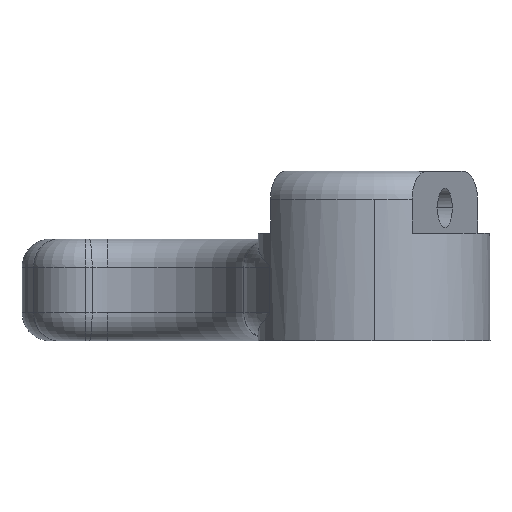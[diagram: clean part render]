
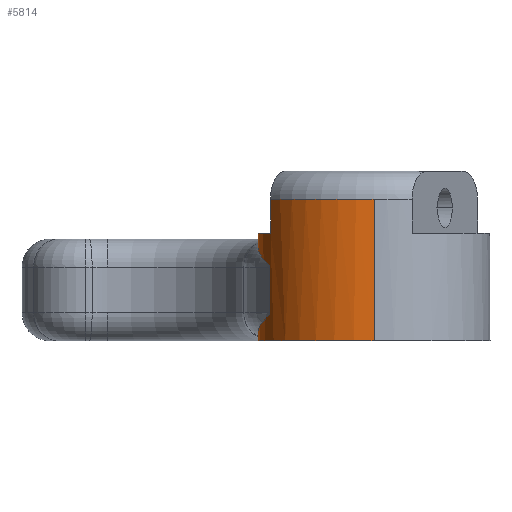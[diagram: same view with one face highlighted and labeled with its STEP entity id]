
A CAD part, left-side view. The second image highlights one B-rep face of the part: STEP entity #5814.
In plain terms, the highlighted cylindrical face has radius 20.5 mm (diameter 41 mm), a partial arc.
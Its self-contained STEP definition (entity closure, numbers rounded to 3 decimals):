
#38 = LINE ( 'NONE', #7003, #15677 ) ;
#242 = CARTESIAN_POINT ( 'NONE',  ( 0., 0., 10. ) ) ;
#658 = CARTESIAN_POINT ( 'NONE',  ( 0., 0., 4. ) ) ;
#726 = VECTOR ( 'NONE', #12860, 1000. ) ;
#744 = VERTEX_POINT ( 'NONE', #12711 ) ;
#757 = DIRECTION ( 'NONE',  ( 1., 0., 0. ) ) ;
#1564 = CARTESIAN_POINT ( 'NONE',  ( 0., 0., -15. ) ) ;
#1623 = CARTESIAN_POINT ( 'NONE',  ( -9.247, 18.296, 10. ) ) ;
#1674 = CARTESIAN_POINT ( 'NONE',  ( 19.361, 6.738, 10. ) ) ;
#1835 = ORIENTED_EDGE ( 'NONE', *, *, #9076, .F. ) ;
#2130 = DIRECTION ( 'NONE',  ( 1., 0., 0. ) ) ;
#2413 = CIRCLE ( 'NONE', #9436, 20.5 ) ;
#2670 = DIRECTION ( 'NONE',  ( 0., 0., 1. ) ) ;
#2750 = ORIENTED_EDGE ( 'NONE', *, *, #15931, .T. ) ;
#2900 = EDGE_CURVE ( 'NONE', #3548, #9742, #3010, .T. ) ;
#2984 = EDGE_CURVE ( 'NONE', #16379, #12091, #10029, .T. ) ;
#3003 = FACE_OUTER_BOUND ( 'NONE', #5106, .T. ) ;
#3010 = CIRCLE ( 'NONE', #14150, 20.5 ) ;
#3180 = DIRECTION ( 'NONE',  ( 0., 0., -1. ) ) ;
#3548 = VERTEX_POINT ( 'NONE', #1674 ) ;
#3966 = DIRECTION ( 'NONE',  ( 1., 0., 0. ) ) ;
#4249 = CARTESIAN_POINT ( 'NONE',  ( -9.247, 18.296, 4. ) ) ;
#4456 = CARTESIAN_POINT ( 'NONE',  ( 0., 0., -15. ) ) ;
#4592 = ORIENTED_EDGE ( 'NONE', *, *, #10279, .F. ) ;
#4681 = VERTEX_POINT ( 'NONE', #6118 ) ;
#5049 = DIRECTION ( 'NONE',  ( 0., 0., -1. ) ) ;
#5106 = EDGE_LOOP ( 'NONE', ( #11118, #2750, #11059, #10331, #1835, #10122, #12076, #4592 ) ) ;
#5125 = CARTESIAN_POINT ( 'NONE',  ( 20.5, 0., -15. ) ) ;
#5814 = ADVANCED_FACE ( 'NONE', ( #3003 ), #14209, .T. ) ;
#6118 = CARTESIAN_POINT ( 'NONE',  ( 19.361, 6.738, 4. ) ) ;
#6170 = EDGE_CURVE ( 'NONE', #4681, #3548, #38, .T. ) ;
#6426 = EDGE_CURVE ( 'NONE', #14318, #14915, #15534, .T. ) ;
#7003 = CARTESIAN_POINT ( 'NONE',  ( 19.361, 6.738, 4. ) ) ;
#7213 = DIRECTION ( 'NONE',  ( 0., 0., 1. ) ) ;
#7367 = VECTOR ( 'NONE', #16165, 1000. ) ;
#7627 = DIRECTION ( 'NONE',  ( 0., 0., 1. ) ) ;
#9076 = EDGE_CURVE ( 'NONE', #4681, #14318, #9241, .T. ) ;
#9241 = CIRCLE ( 'NONE', #17490, 20.5 ) ;
#9436 = AXIS2_PLACEMENT_3D ( 'NONE', #242, #3180, #12998 ) ;
#9742 = VERTEX_POINT ( 'NONE', #10010 ) ;
#10010 = CARTESIAN_POINT ( 'NONE',  ( 20.5, 0., 10. ) ) ;
#10029 = CIRCLE ( 'NONE', #13866, 20.5 ) ;
#10055 = DIRECTION ( 'NONE',  ( 1., 0., 0. ) ) ;
#10122 = ORIENTED_EDGE ( 'NONE', *, *, #6170, .T. ) ;
#10279 = EDGE_CURVE ( 'NONE', #16379, #9742, #17551, .T. ) ;
#10331 = ORIENTED_EDGE ( 'NONE', *, *, #6426, .F. ) ;
#11059 = ORIENTED_EDGE ( 'NONE', *, *, #14893, .T. ) ;
#11118 = ORIENTED_EDGE ( 'NONE', *, *, #2984, .T. ) ;
#12076 = ORIENTED_EDGE ( 'NONE', *, *, #2900, .T. ) ;
#12091 = VERTEX_POINT ( 'NONE', #17755 ) ;
#12711 = CARTESIAN_POINT ( 'NONE',  ( -20.5, 0., 10. ) ) ;
#12860 = DIRECTION ( 'NONE',  ( 0., 0., 1. ) ) ;
#12998 = DIRECTION ( 'NONE',  ( 1., 0., 0. ) ) ;
#13486 = CARTESIAN_POINT ( 'NONE',  ( 20.5, 0., -15. ) ) ;
#13502 = CARTESIAN_POINT ( 'NONE',  ( 0., 0., 10. ) ) ;
#13866 = AXIS2_PLACEMENT_3D ( 'NONE', #1564, #2670, #3966 ) ;
#14150 = AXIS2_PLACEMENT_3D ( 'NONE', #13502, #5049, #2130 ) ;
#14170 = CARTESIAN_POINT ( 'NONE',  ( -20.5, 0., -15. ) ) ;
#14182 = CARTESIAN_POINT ( 'NONE',  ( -9.247, 18.296, 4. ) ) ;
#14209 = CYLINDRICAL_SURFACE ( 'NONE', #15377, 20.5 ) ;
#14318 = VERTEX_POINT ( 'NONE', #14182 ) ;
#14355 = DIRECTION ( 'NONE',  ( 0., 0., 1. ) ) ;
#14893 = EDGE_CURVE ( 'NONE', #744, #14915, #2413, .T. ) ;
#14915 = VERTEX_POINT ( 'NONE', #1623 ) ;
#15377 = AXIS2_PLACEMENT_3D ( 'NONE', #4456, #7213, #10055 ) ;
#15534 = LINE ( 'NONE', #4249, #726 ) ;
#15640 = DIRECTION ( 'NONE',  ( 0., 0., 1. ) ) ;
#15677 = VECTOR ( 'NONE', #14355, 1000. ) ;
#15931 = EDGE_CURVE ( 'NONE', #12091, #744, #17117, .T. ) ;
#16165 = DIRECTION ( 'NONE',  ( 0., 0., 1. ) ) ;
#16379 = VERTEX_POINT ( 'NONE', #5125 ) ;
#16819 = VECTOR ( 'NONE', #15640, 1000. ) ;
#17117 = LINE ( 'NONE', #14170, #16819 ) ;
#17490 = AXIS2_PLACEMENT_3D ( 'NONE', #658, #7627, #757 ) ;
#17551 = LINE ( 'NONE', #13486, #7367 ) ;
#17755 = CARTESIAN_POINT ( 'NONE',  ( -20.5, 0., -15. ) ) ;
